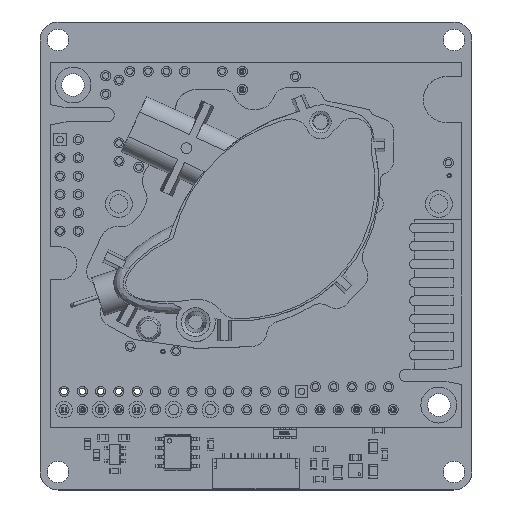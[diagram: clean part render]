
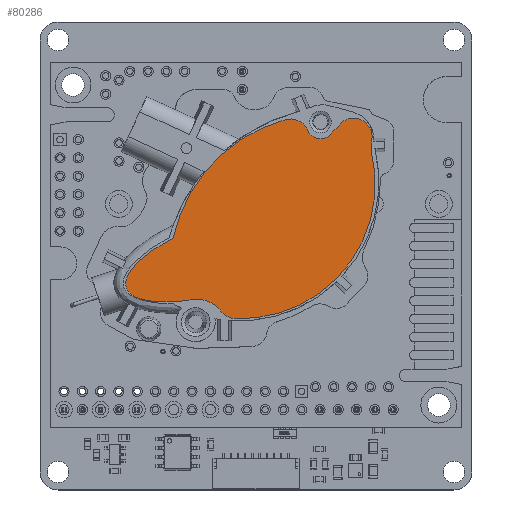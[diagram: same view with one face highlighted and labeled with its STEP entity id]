
A CAD part, top view. The second image highlights one B-rep face of the part: STEP entity #80286.
In plain terms, the highlighted planar face has unit normal (0, 0, 1).
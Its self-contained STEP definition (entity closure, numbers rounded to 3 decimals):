
#79956 = VERTEX_POINT('',#79957);
#79957 = CARTESIAN_POINT('',(-11.5,2.5,13.7));
#79963 = EDGE_CURVE('',#79956,#79964,#79966,.T.);
#79964 = VERTEX_POINT('',#79965);
#79965 = CARTESIAN_POINT('',(-9.5,-6.2,13.7));
#79966 = ELLIPSE('',#79967,15.582,5.107);
#79967 = AXIS2_PLACEMENT_3D('',#79968,#79969,#79970);
#79968 = CARTESIAN_POINT('',(-3.2,0.474,13.7));
#79969 = DIRECTION('',(0.,-0.,1.));
#79970 = DIRECTION('',(0.95,0.313,0.));
#79992 = EDGE_CURVE('',#79993,#79964,#79995,.T.);
#79993 = VERTEX_POINT('',#79994);
#79994 = CARTESIAN_POINT('',(-5.,-7.5,13.7));
#79995 = CIRCLE('',#79996,4.4);
#79996 = AXIS2_PLACEMENT_3D('',#79997,#79998,#79999);
#79997 = CARTESIAN_POINT('',(-8.284,-10.429,13.7));
#79998 = DIRECTION('',(0.,0.,1.));
#79999 = DIRECTION('',(1.,0.,0.));
#80017 = VERTEX_POINT('',#80018);
#80018 = CARTESIAN_POINT('',(-3.2,-8.7,13.7));
#80024 = EDGE_CURVE('',#79993,#80017,#80025,.T.);
#80025 = CIRCLE('',#80026,2.7);
#80026 = AXIS2_PLACEMENT_3D('',#80027,#80028,#80029);
#80027 = CARTESIAN_POINT('',(-2.728,-6.042,13.7));
#80028 = DIRECTION('',(0.,0.,1.));
#80029 = DIRECTION('',(1.,0.,0.));
#80042 = VERTEX_POINT('',#80043);
#80043 = CARTESIAN_POINT('',(16.,14.5,13.7));
#80049 = EDGE_CURVE('',#80017,#80042,#80050,.T.);
#80050 = CIRCLE('',#80051,18.678);
#80051 = AXIS2_PLACEMENT_3D('',#80052,#80053,#80054);
#80052 = CARTESIAN_POINT('',(-2.114,9.946,13.7));
#80053 = DIRECTION('',(0.,0.,1.));
#80054 = DIRECTION('',(1.,0.,0.));
#80066 = EDGE_CURVE('',#80042,#80067,#80069,.T.);
#80067 = VERTEX_POINT('',#80068);
#80068 = CARTESIAN_POINT('',(16.1,16.1,13.7));
#80069 = LINE('',#80070,#80071);
#80070 = CARTESIAN_POINT('',(16.,14.5,13.7));
#80071 = VECTOR('',#80072,1.);
#80072 = DIRECTION('',(0.062,0.998,0.));
#80091 = VERTEX_POINT('',#80092);
#80092 = CARTESIAN_POINT('',(11.4,18.,13.7));
#80098 = EDGE_CURVE('',#80067,#80091,#80099,.T.);
#80099 = CIRCLE('',#80100,2.6);
#80100 = AXIS2_PLACEMENT_3D('',#80101,#80102,#80103);
#80101 = CARTESIAN_POINT('',(13.533,16.513,13.7));
#80102 = DIRECTION('',(0.,0.,1.));
#80103 = DIRECTION('',(1.,0.,0.));
#80115 = VERTEX_POINT('',#80116);
#80116 = CARTESIAN_POINT('',(10.4,16.9,13.7));
#80122 = EDGE_CURVE('',#80115,#80091,#80123,.T.);
#80123 = LINE('',#80124,#80125);
#80124 = CARTESIAN_POINT('',(10.4,16.9,13.7));
#80125 = VECTOR('',#80126,1.);
#80126 = DIRECTION('',(0.673,0.74,0.));
#80140 = EDGE_CURVE('',#80141,#80115,#80143,.T.);
#80141 = VERTEX_POINT('',#80142);
#80142 = CARTESIAN_POINT('',(7.1,17.6,13.7));
#80143 = CIRCLE('',#80144,1.95);
#80144 = AXIS2_PLACEMENT_3D('',#80145,#80146,#80147);
#80145 = CARTESIAN_POINT('',(8.953,18.207,13.7));
#80146 = DIRECTION('',(0.,0.,1.));
#80147 = DIRECTION('',(1.,0.,0.));
#80165 = VERTEX_POINT('',#80166);
#80166 = CARTESIAN_POINT('',(4.044,18.9,13.7));
#80172 = EDGE_CURVE('',#80141,#80165,#80173,.T.);
#80173 = CIRCLE('',#80174,2.6);
#80174 = AXIS2_PLACEMENT_3D('',#80175,#80176,#80177);
#80175 = CARTESIAN_POINT('',(4.789,16.409,13.7));
#80176 = DIRECTION('',(0.,0.,1.));
#80177 = DIRECTION('',(1.,0.,0.));
#80190 = EDGE_CURVE('',#80165,#79956,#80191,.T.);
#80191 = CIRCLE('',#80192,21.816);
#80192 = AXIS2_PLACEMENT_3D('',#80193,#80194,#80195);
#80193 = CARTESIAN_POINT('',(9.817,-2.138,13.7));
#80194 = DIRECTION('',(0.,0.,1.));
#80195 = DIRECTION('',(1.,0.,0.));
#80286 = ADVANCED_FACE('',(#80287),#80299,.F.);
#80287 = FACE_BOUND('',#80288,.T.);
#80288 = EDGE_LOOP('',(#80289,#80290,#80291,#80292,#80293,#80294,#80295,
    #80296,#80297,#80298));
#80289 = ORIENTED_EDGE('',*,*,#80172,.T.);
#80290 = ORIENTED_EDGE('',*,*,#80190,.T.);
#80291 = ORIENTED_EDGE('',*,*,#79963,.T.);
#80292 = ORIENTED_EDGE('',*,*,#79992,.F.);
#80293 = ORIENTED_EDGE('',*,*,#80024,.T.);
#80294 = ORIENTED_EDGE('',*,*,#80049,.T.);
#80295 = ORIENTED_EDGE('',*,*,#80066,.T.);
#80296 = ORIENTED_EDGE('',*,*,#80098,.T.);
#80297 = ORIENTED_EDGE('',*,*,#80122,.F.);
#80298 = ORIENTED_EDGE('',*,*,#80140,.F.);
#80299 = PLANE('',#80300);
#80300 = AXIS2_PLACEMENT_3D('',#80301,#80302,#80303);
#80301 = CARTESIAN_POINT('',(7.1,17.6,13.7));
#80302 = DIRECTION('',(0.,0.,-1.));
#80303 = DIRECTION('',(-1.,0.,0.));
